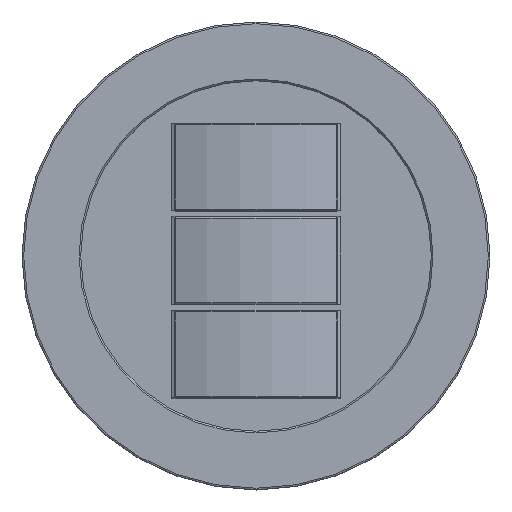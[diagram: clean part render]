
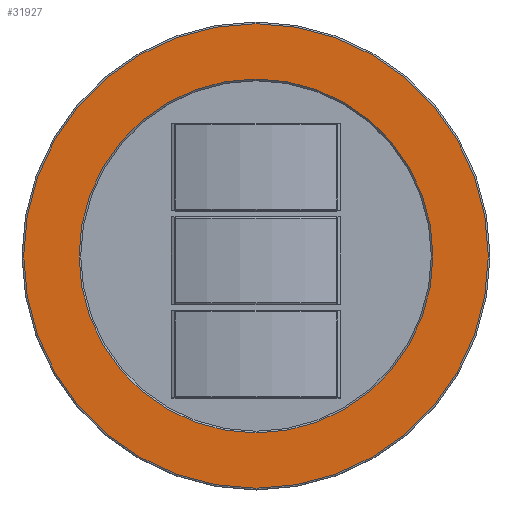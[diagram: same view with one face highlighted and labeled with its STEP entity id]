
A CAD part, top view. The second image highlights one B-rep face of the part: STEP entity #31927.
In plain terms, the highlighted planar face has unit normal (0, 0, 1).
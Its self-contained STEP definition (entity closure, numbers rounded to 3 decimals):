
#670 = ORIENTED_EDGE ( 'NONE', *, *, #14076, .T. ) ;
#1256 = CIRCLE ( 'NONE', #24102, 27.3 ) ;
#1567 = CARTESIAN_POINT ( 'NONE',  ( 0., 0., 0. ) ) ;
#2369 = CARTESIAN_POINT ( 'NONE',  ( 0., 0., 0. ) ) ;
#7397 = CARTESIAN_POINT ( 'NONE',  ( 0., 27.3, 0. ) ) ;
#12638 = EDGE_LOOP ( 'NONE', ( #25467 ) ) ;
#14076 = EDGE_CURVE ( 'NONE', #27479, #27479, #37270, .T. ) ;
#15150 = DIRECTION ( 'NONE',  ( 0., 0., -1. ) ) ;
#17178 = EDGE_LOOP ( 'NONE', ( #670 ) ) ;
#17973 = VERTEX_POINT ( 'NONE', #7397 ) ;
#18029 = FACE_BOUND ( 'NONE', #17178, .T. ) ;
#21216 = CARTESIAN_POINT ( 'NONE',  ( 0., 0., 0. ) ) ;
#22287 = DIRECTION ( 'NONE',  ( 0., 1., 0. ) ) ;
#24102 = AXIS2_PLACEMENT_3D ( 'NONE', #21216, #39128, #22287 ) ;
#24793 = EDGE_CURVE ( 'NONE', #17973, #17973, #1256, .T. ) ;
#25467 = ORIENTED_EDGE ( 'NONE', *, *, #24793, .T. ) ;
#26237 = AXIS2_PLACEMENT_3D ( 'NONE', #2369, #15150, #38269 ) ;
#27479 = VERTEX_POINT ( 'NONE', #34389 ) ;
#27528 = DIRECTION ( 'NONE',  ( 0., 1., 0. ) ) ;
#30781 = FACE_OUTER_BOUND ( 'NONE', #12638, .T. ) ;
#31203 = PLANE ( 'NONE',  #38012 ) ;
#31927 = ADVANCED_FACE ( 'NONE', ( #18029, #30781 ), #31203, .F. ) ;
#34389 = CARTESIAN_POINT ( 'NONE',  ( 0., 20.8, 0. ) ) ;
#37270 = CIRCLE ( 'NONE', #26237, 20.8 ) ;
#38012 = AXIS2_PLACEMENT_3D ( 'NONE', #1567, #40712, #27528 ) ;
#38269 = DIRECTION ( 'NONE',  ( 0., 1., 0. ) ) ;
#39128 = DIRECTION ( 'NONE',  ( 0., 0., 1. ) ) ;
#40712 = DIRECTION ( 'NONE',  ( 0., 0., -1. ) ) ;
